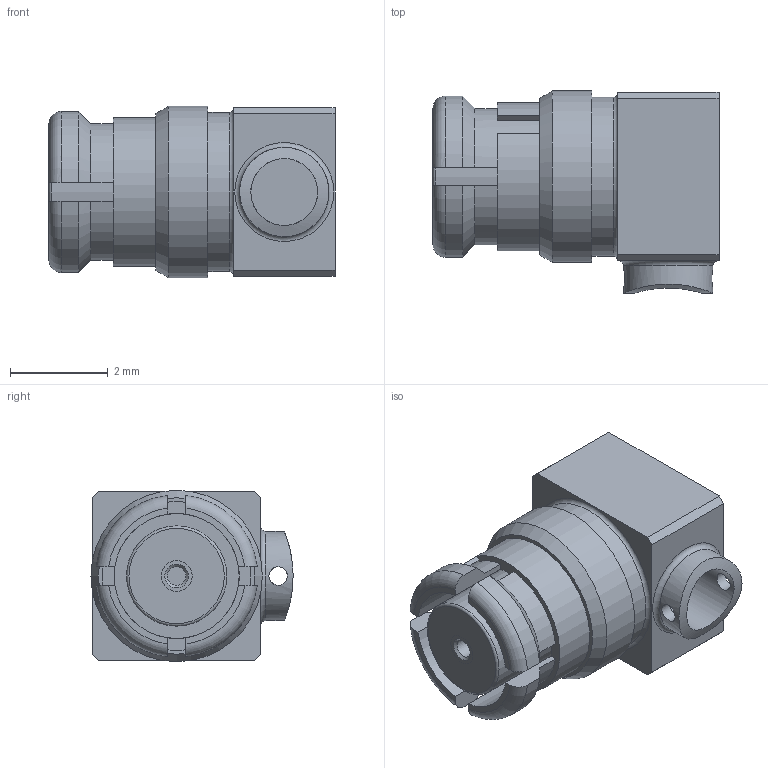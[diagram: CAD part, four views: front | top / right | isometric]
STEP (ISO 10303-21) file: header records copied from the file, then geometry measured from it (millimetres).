
FILE_DESCRIPTION (( 'STEP AP203' ), '1' );
FILE_NAME ('PE44911_3D.step', '2022-06-01T13:57:28', ( '' ), ( '' ), 'SwSTEP 2.0', 'SolidWorks 2021', '' );
FILE_SCHEMA (( 'CONFIG_CONTROL_DESIGN' ));
Length unit declared in the file: inch
Products named in the file (1): PE44911_3D
Bounding box: 5.87 x 4.15 x 3.52 mm (x, y, z)
Volume: 48.2 mm3; surface area: 150.5 mm2
Topology: 2 solids, 2 shells, 67 faces, 165 edges, 109 vertices
Faces by surface type: plane 33, cylinder 21, torus 7, cone 6
Full cylindrical faces by diameter (mm): 0.381 x3, 0.635 x2, 1.372 x1, 1.829 x1, 2.057 x1, 2.565 x1, 3.262 x1, 3.516 x1
Entity records: 2344 total; most frequent: CARTESIAN_POINT 739, DIRECTION 312, ORIENTED_EDGE 292, EDGE_CURVE 146, AXIS2_PLACEMENT_3D 120, VERTEX_POINT 106, EDGE_LOOP 96, FACE_OUTER_BOUND 81
